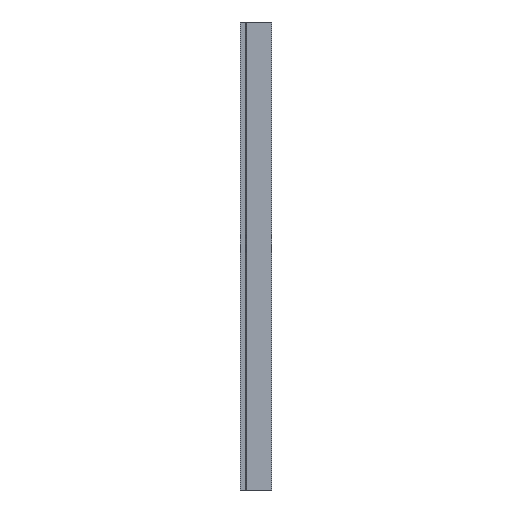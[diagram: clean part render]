
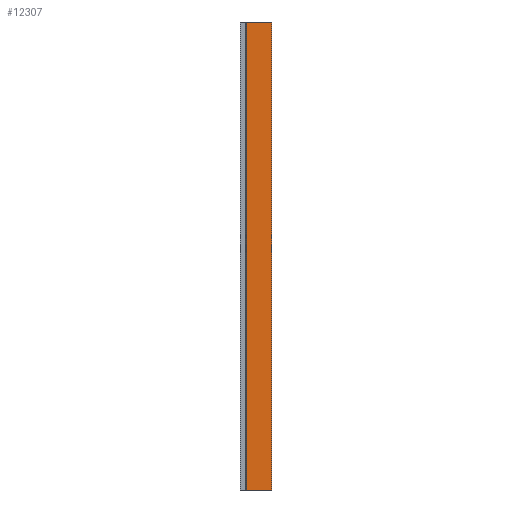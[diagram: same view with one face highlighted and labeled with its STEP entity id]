
A CAD part, left-side view. The second image highlights one B-rep face of the part: STEP entity #12307.
In plain terms, the highlighted planar face has unit normal (-1, 0, 0).
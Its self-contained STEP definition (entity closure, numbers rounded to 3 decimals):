
#979 = CARTESIAN_POINT ( 'NONE',  ( -49., 28.012, 518. ) ) ;
#1918 = ORIENTED_EDGE ( 'NONE', *, *, #5236, .T. ) ;
#1993 = CARTESIAN_POINT ( 'NONE',  ( -49., 28.012, 0. ) ) ;
#2023 = CARTESIAN_POINT ( 'NONE',  ( -49., 28.012, 518. ) ) ;
#2144 = VERTEX_POINT ( 'NONE', #16595 ) ;
#2170 = DIRECTION ( 'NONE',  ( 0., -1., 0. ) ) ;
#2216 = DIRECTION ( 'NONE',  ( 1., 0., 0. ) ) ;
#2358 = EDGE_CURVE ( 'NONE', #3479, #2144, #8022, .T. ) ;
#2553 = VERTEX_POINT ( 'NONE', #14024 ) ;
#3479 = VERTEX_POINT ( 'NONE', #1993 ) ;
#3716 = DIRECTION ( 'NONE',  ( 0., 1., 0. ) ) ;
#5126 = PLANE ( 'NONE',  #14824 ) ;
#5236 = EDGE_CURVE ( 'NONE', #14343, #3479, #8365, .T. ) ;
#5536 = LINE ( 'NONE', #18754, #18766 ) ;
#5818 = LINE ( 'NONE', #13140, #12759 ) ;
#5899 = VECTOR ( 'NONE', #12932, 1000. ) ;
#8022 = LINE ( 'NONE', #10606, #8045 ) ;
#8045 = VECTOR ( 'NONE', #2170, 1000. ) ;
#8365 = LINE ( 'NONE', #16945, #5899 ) ;
#9226 = FACE_OUTER_BOUND ( 'NONE', #14717, .T. ) ;
#10301 = ORIENTED_EDGE ( 'NONE', *, *, #2358, .T. ) ;
#10606 = CARTESIAN_POINT ( 'NONE',  ( -49., 28.012, 0. ) ) ;
#11335 = DIRECTION ( 'NONE',  ( 0., 0., -1. ) ) ;
#11799 = DIRECTION ( 'NONE',  ( 0., -1., 0. ) ) ;
#12307 = ADVANCED_FACE ( 'NONE', ( #9226 ), #5126, .F. ) ;
#12759 = VECTOR ( 'NONE', #11799, 1000. ) ;
#12932 = DIRECTION ( 'NONE',  ( 0., 0., -1. ) ) ;
#13099 = ORIENTED_EDGE ( 'NONE', *, *, #13349, .F. ) ;
#13140 = CARTESIAN_POINT ( 'NONE',  ( -49., 28.012, 518. ) ) ;
#13349 = EDGE_CURVE ( 'NONE', #2553, #2144, #5536, .T. ) ;
#14024 = CARTESIAN_POINT ( 'NONE',  ( -49., 0., 518. ) ) ;
#14229 = ORIENTED_EDGE ( 'NONE', *, *, #18424, .F. ) ;
#14343 = VERTEX_POINT ( 'NONE', #2023 ) ;
#14717 = EDGE_LOOP ( 'NONE', ( #10301, #13099, #14229, #1918 ) ) ;
#14824 = AXIS2_PLACEMENT_3D ( 'NONE', #979, #2216, #3716 ) ;
#16595 = CARTESIAN_POINT ( 'NONE',  ( -49., 0., 0. ) ) ;
#16945 = CARTESIAN_POINT ( 'NONE',  ( -49., 28.012, 518. ) ) ;
#18424 = EDGE_CURVE ( 'NONE', #14343, #2553, #5818, .T. ) ;
#18754 = CARTESIAN_POINT ( 'NONE',  ( -49., 0., 518. ) ) ;
#18766 = VECTOR ( 'NONE', #11335, 1000. ) ;
